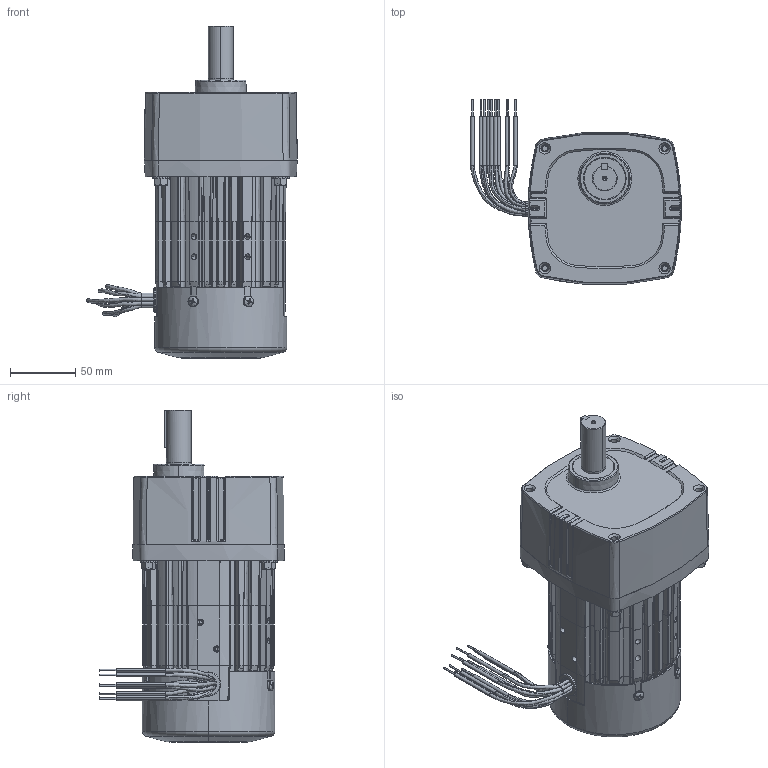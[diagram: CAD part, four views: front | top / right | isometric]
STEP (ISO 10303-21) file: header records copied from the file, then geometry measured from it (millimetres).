
FILE_DESCRIPTION (( 'STEP AP203' ), '1' );
FILE_NAME ('INFM0195.STEP', '2014-10-23T21:15:52', ( 'Sustem Administrator' ), ( 'Bodine Electric Company' ), 'SwSTEP 2.0', 'SolidWorks 2013', '' );
FILE_SCHEMA (( 'CONFIG_CONTROL_DESIGN' ));
Length unit declared in the file: inch
Products named in the file (13): INFM0195; 491AZ005_491AZ005; 541AA031_54100003; 526FC001_52601016; 339AZ002_339AZ002; 541aa010_54101155; 541AA014_54101015; 54606510_54606510; 115AZ001_115AZ001; 52501004_52501004; 57323237_57323237; 328AZ005_328AZ005; 342AZ002_342AZ002
Assembly tree (19 placements, depth 3):
  INFM0195
    115AZ001_115AZ001
    328AZ005_328AZ005
    57323237_57323237
    491AZ005_491AZ005
    541aa010_54101155  x2
    342AZ002_342AZ002
    339AZ002_339AZ002
    54606510_54606510
    541AA014_54101015  x4
    526FC001_52601016
      52501004_52501004
    541AA031_54100003  x4
Bounding box: 161.91 x 142.21 x 255.21 mm (x, y, z)
Volume: 1392206 mm3; surface area: 233316.5 mm2
Topology: 27 solids, 27 shells, 2117 faces, 5384 edges, 3347 vertices
Faces by surface type: plane 638, bspline 598, cylinder 477, cone 229, torus 143, sphere 32
Entity records: 72731 total; most frequent: CARTESIAN_POINT 31991, ORIENTED_EDGE 9052, DIRECTION 7266, EDGE_CURVE 4526, AXIS2_PLACEMENT_3D 3042, VERTEX_POINT 2833, EDGE_LOOP 1873, CIRCLE 1812
